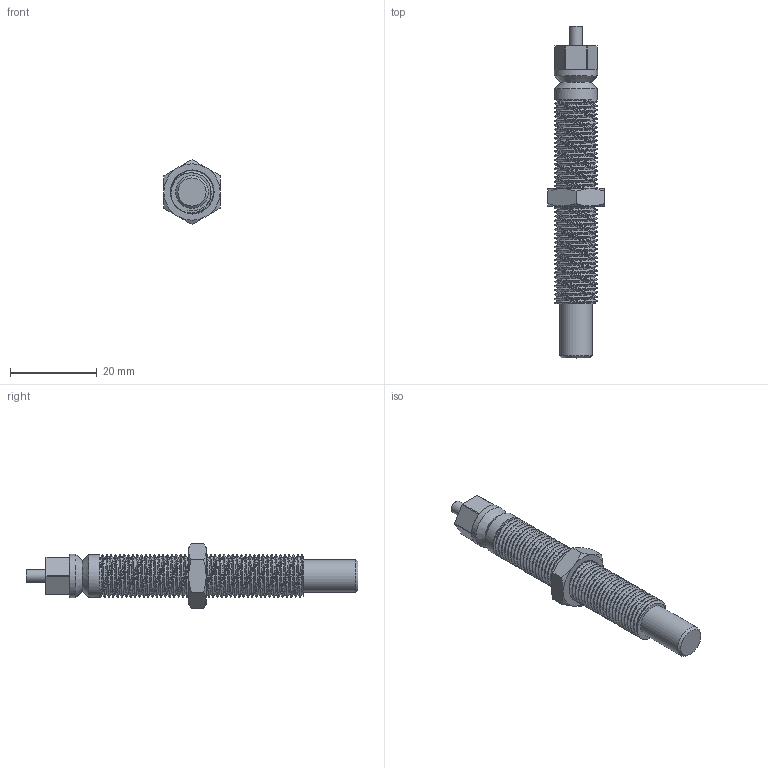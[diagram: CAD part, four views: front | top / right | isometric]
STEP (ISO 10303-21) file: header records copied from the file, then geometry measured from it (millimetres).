
FILE_DESCRIPTION(/* description */ (''),/* implementation_level */ '2;1');
FILE_NAME(/* name */ '7f75991e-b567-44fc-8d01-7834deb8c93f.stp',/* time_stamp */ '2020-11-20T10:08:57+00:00',/* author */ (''),/* organization */ (''),/* preprocessor_version */ 'ST-DEVELOPER v18.1',/* originating_system */ 'Autodesk Translation Framework v9.3.0.1241',/* authorisation */ '');
FILE_SCHEMA (('AUTOMOTIVE_DESIGN { 1 0 10303 214 3 1 1 }'));
Length unit declared in the file: millimetre
Products named in the file (3): AS 10/50-10; Hex_nut_M10; Screw_M10
Assembly tree (2 placements, depth 2):
  AS 10/50-10
    Hex_nut_M10
    Screw_M10
Bounding box: 13 x 76.5 x 15.01 mm (x, y, z)
Volume: 4850.8 mm3; surface area: 3711.8 mm2
Topology: 2 solids, 2 shells, 167 faces, 466 edges, 306 vertices
Faces by surface type: cylinder 109, plane 38, cone 16, bspline 4
Full cylindrical faces by diameter (mm): 3 x1, 6 x1, 7.5 x1, 8.744 x16, 8.913 x2, 9.884 x30, 10 x1, 10.161 x3
Entity records: 11552 total; most frequent: CARTESIAN_POINT 7715, ORIENTED_EDGE 932, DIRECTION 582, EDGE_CURVE 466, VERTEX_POINT 306, B_SPLINE_CURVE_WITH_KNOTS 218, AXIS2_PLACEMENT_3D 209, EDGE_LOOP 172
